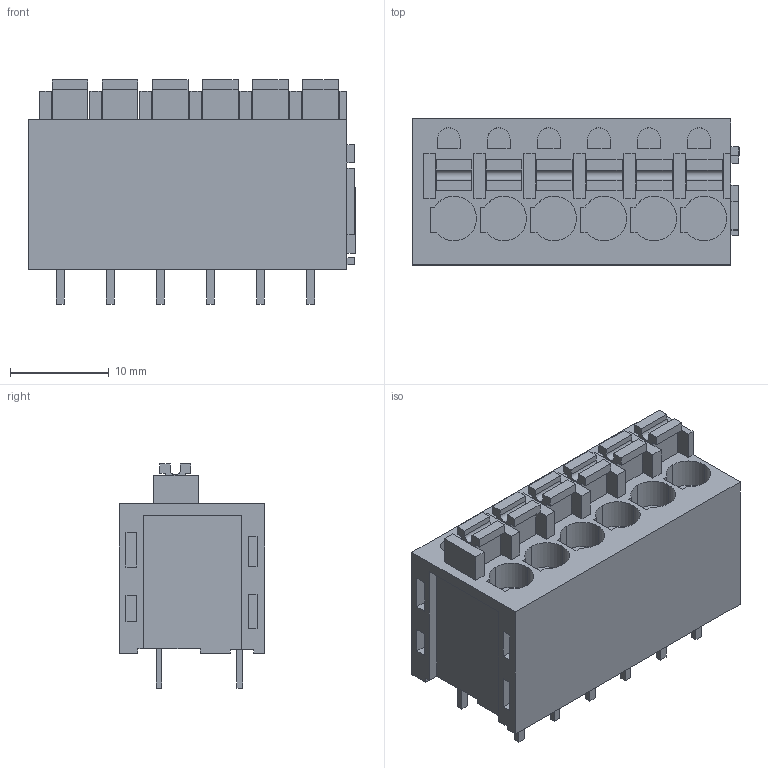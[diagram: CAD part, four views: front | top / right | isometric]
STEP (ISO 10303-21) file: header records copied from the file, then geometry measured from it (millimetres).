
FILE_DESCRIPTION(('CATIA V5 STEP Exchange','CAx-IF Rec.Pracs.--- Model Styling and Organization---1.2---2011-12-15'),'2;1');
FILE_NAME ('D1451878_0', '2018-04-09T13:38:38+00:00', ('none'), ('Weidmueller'), 'CATIA Version 5-6 Release 2014', 'CATIA V5 STEP AP214', 'none');
FILE_SCHEMA(('AUTOMOTIVE_DESIGN { 1 0 10303 214 1 1 1 1 }'));
Length unit declared in the file: millimetre
Products named in the file (1): 1426110000
Bounding box: 33.13 x 14.8 x 22.74 mm (x, y, z)
Volume: 6900.2 mm3; surface area: 3823.7 mm2
Topology: 19 solids, 19 shells, 353 faces, 875 edges, 590 vertices
Faces by surface type: plane 317, cylinder 36
Entity records: 10272 total; most frequent: CARTESIAN_POINT 1787, ORIENTED_EDGE 1750, DIRECTION 1449, EDGE_CURVE 875, VECTOR 803, LINE 803, VERTEX_POINT 590, EDGE_LOOP 383
